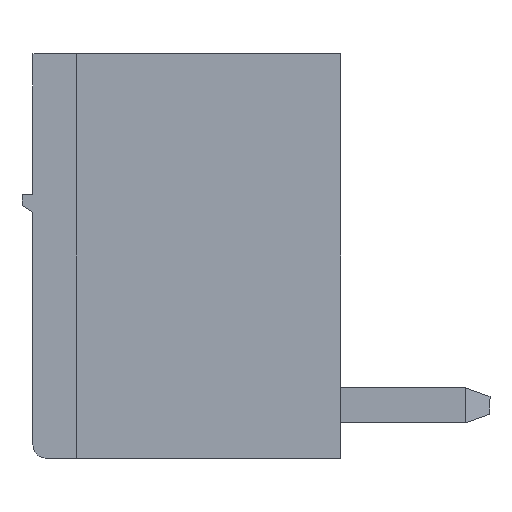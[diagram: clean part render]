
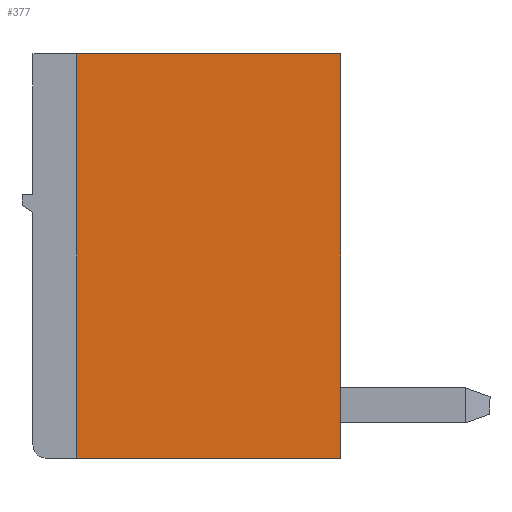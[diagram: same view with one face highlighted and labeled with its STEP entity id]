
A CAD part, left-side view. The second image highlights one B-rep face of the part: STEP entity #377.
In plain terms, the highlighted planar face has unit normal (-1, 0, 0).
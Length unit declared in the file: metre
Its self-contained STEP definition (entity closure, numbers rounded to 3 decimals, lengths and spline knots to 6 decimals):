
#377=ADVANCED_FACE('',(#1052),#1053,.F.);
#1052=FACE_OUTER_BOUND('',#1990,.T.);
#1053=PLANE('',#1991);
#1990=EDGE_LOOP('',(#3193,#3194,#3195,#3196));
#1991=AXIS2_PLACEMENT_3D('',#3197,#3198,#3199);
#3193=ORIENTED_EDGE('',*,*,#5542,.F.);
#3194=ORIENTED_EDGE('',*,*,#5319,.F.);
#3195=ORIENTED_EDGE('',*,*,#5604,.T.);
#3196=ORIENTED_EDGE('',*,*,#5605,.T.);
#3197=CARTESIAN_POINT('',(-1.091827,0.00386,0.000933));
#3198=DIRECTION('',(1.0,0.,0.));
#3199=DIRECTION('',(0.,-1.0,0.));
#5319=EDGE_CURVE('',#6303,#6291,#6305,.T.);
#5542=EDGE_CURVE('',#6291,#6690,#6725,.T.);
#5604=EDGE_CURVE('',#6303,#6818,#6819,.T.);
#5605=EDGE_CURVE('',#6818,#6690,#6820,.T.);
#6291=VERTEX_POINT('',#7727);
#6303=VERTEX_POINT('',#7745);
#6305=LINE('',#7748,#7749);
#6690=VERTEX_POINT('',#8273);
#6725=LINE('',#8324,#8325);
#6818=VERTEX_POINT('',#8450);
#6819=LINE('',#8451,#8452);
#6820=LINE('',#8453,#8454);
#7727=CARTESIAN_POINT('',(-1.091827,0.00386,0.000933));
#7745=CARTESIAN_POINT('',(-1.091827,0.00986,0.000933));
#7748=CARTESIAN_POINT('',(-1.091827,0.00386,0.000933));
#7749=VECTOR('',#9757,1.0);
#8273=CARTESIAN_POINT('',(-1.091827,0.00386,-0.008267));
#8324=CARTESIAN_POINT('',(-1.091827,0.00386,0.000933));
#8325=VECTOR('',#10069,1.0);
#8450=CARTESIAN_POINT('',(-1.091827,0.00986,-0.008267));
#8451=CARTESIAN_POINT('',(-1.091827,0.00986,0.000933));
#8452=VECTOR('',#10138,1.0);
#8453=CARTESIAN_POINT('',(-1.091827,0.00386,-0.008267));
#8454=VECTOR('',#10139,1.0);
#9757=DIRECTION('',(0.,-1.0,0.));
#10069=DIRECTION('',(0.,0.,-1.0));
#10138=DIRECTION('',(0.,0.,-1.0));
#10139=DIRECTION('',(0.,-1.0,0.));
